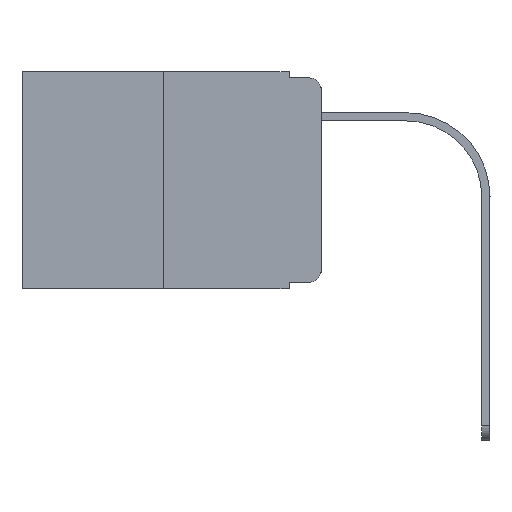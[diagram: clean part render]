
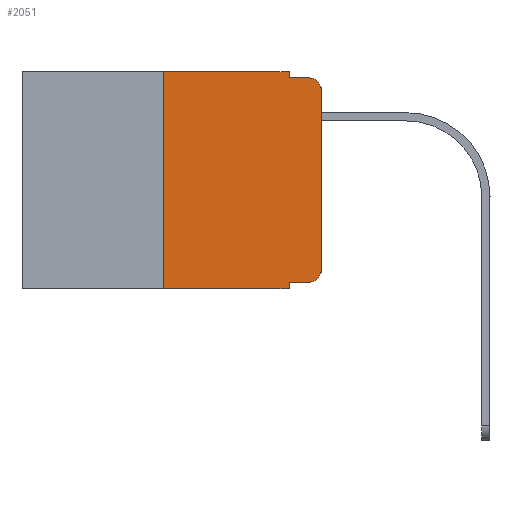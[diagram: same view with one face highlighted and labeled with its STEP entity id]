
A CAD part, left-side view. The second image highlights one B-rep face of the part: STEP entity #2051.
In plain terms, the highlighted planar face has unit normal (-1, 0, 0).
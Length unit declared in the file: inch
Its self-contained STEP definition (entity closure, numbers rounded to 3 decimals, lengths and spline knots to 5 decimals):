
#217 = VECTOR ( 'NONE', #4971, 39.37008 ) ;
#387 = VECTOR ( 'NONE', #5232, 39.37008 ) ;
#496 = CARTESIAN_POINT ( 'NONE',  ( 0., 0.25, -0.343 ) ) ;
#594 = EDGE_CURVE ( 'NONE', #3012, #8654, #10209, .T. ) ;
#750 = CARTESIAN_POINT ( 'NONE',  ( 0., 0.051, 0. ) ) ;
#758 = VERTEX_POINT ( 'NONE', #3599 ) ;
#775 = EDGE_LOOP ( 'NONE', ( #1324, #6812, #1825, #7820, #3446, #5910, #2766, #4918, #6220, #8906 ) ) ;
#791 = CARTESIAN_POINT ( 'NONE',  ( 0., 0.473, -0.343 ) ) ;
#981 = DIRECTION ( 'NONE',  ( -1., 0., 0. ) ) ;
#984 = DIRECTION ( 'NONE',  ( -1., 0., 0. ) ) ;
#1089 = CARTESIAN_POINT ( 'NONE',  ( 0., 0., -0.313 ) ) ;
#1096 = VERTEX_POINT ( 'NONE', #750 ) ;
#1207 = DIRECTION ( 'NONE',  ( 0., 0., -1. ) ) ;
#1246 = CARTESIAN_POINT ( 'NONE',  ( 0., 0.02, -0.01 ) ) ;
#1324 = ORIENTED_EDGE ( 'NONE', *, *, #594, .T. ) ;
#1438 = EDGE_CURVE ( 'NONE', #758, #1861, #7004, .T. ) ;
#1466 = EDGE_CURVE ( 'NONE', #8672, #3821, #10590, .T. ) ;
#1667 = LINE ( 'NONE', #791, #387 ) ;
#1753 = EDGE_CURVE ( 'NONE', #758, #4533, #11121, .T. ) ;
#1825 = ORIENTED_EDGE ( 'NONE', *, *, #7198, .F. ) ;
#1861 = VERTEX_POINT ( 'NONE', #4032 ) ;
#1862 = CARTESIAN_POINT ( 'NONE',  ( 0., 0.02, -0.03 ) ) ;
#2051 = ADVANCED_FACE ( 'NONE', ( #6473 ), #4550, .F. ) ;
#2311 = VECTOR ( 'NONE', #1207, 39.37008 ) ;
#2322 = VECTOR ( 'NONE', #2699, 39.37008 ) ;
#2496 = VECTOR ( 'NONE', #6716, 39.37008 ) ;
#2689 = DIRECTION ( 'NONE',  ( 0., -1., 0. ) ) ;
#2699 = DIRECTION ( 'NONE',  ( 0., 0., 1. ) ) ;
#2765 = EDGE_CURVE ( 'NONE', #8654, #3393, #3602, .T. ) ;
#2766 = ORIENTED_EDGE ( 'NONE', *, *, #5889, .T. ) ;
#2844 = CARTESIAN_POINT ( 'NONE',  ( 0., 0.25, 0. ) ) ;
#2865 = CARTESIAN_POINT ( 'NONE',  ( 0., 0.051, -0.343 ) ) ;
#2920 = EDGE_CURVE ( 'NONE', #1096, #11120, #8354, .T. ) ;
#2940 = CARTESIAN_POINT ( 'NONE',  ( 0., 0.02, -0.313 ) ) ;
#3012 = VERTEX_POINT ( 'NONE', #1089 ) ;
#3025 = CARTESIAN_POINT ( 'NONE',  ( 0., 0.473, 0. ) ) ;
#3098 = CARTESIAN_POINT ( 'NONE',  ( 0., 0.051, 0. ) ) ;
#3202 = CARTESIAN_POINT ( 'NONE',  ( 0., 0., -0.03 ) ) ;
#3217 = EDGE_CURVE ( 'NONE', #3821, #1096, #9766, .T. ) ;
#3393 = VERTEX_POINT ( 'NONE', #1246 ) ;
#3446 = ORIENTED_EDGE ( 'NONE', *, *, #3217, .F. ) ;
#3599 = CARTESIAN_POINT ( 'NONE',  ( 0., 0.051, -0.333 ) ) ;
#3602 = CIRCLE ( 'NONE', #6203, 0.02 ) ;
#3675 = DIRECTION ( 'NONE',  ( 1., 0., 0. ) ) ;
#3821 = VERTEX_POINT ( 'NONE', #2844 ) ;
#3867 = CARTESIAN_POINT ( 'NONE',  ( 0., 0.051, 0. ) ) ;
#3899 = DIRECTION ( 'NONE',  ( 0., 0., -1. ) ) ;
#4032 = CARTESIAN_POINT ( 'NONE',  ( 0., 0.02, -0.333 ) ) ;
#4054 = CARTESIAN_POINT ( 'NONE',  ( 0., 0., 0. ) ) ;
#4533 = VERTEX_POINT ( 'NONE', #2865 ) ;
#4550 = PLANE ( 'NONE',  #7325 ) ;
#4567 = CARTESIAN_POINT ( 'NONE',  ( 0., 0.051, -0.333 ) ) ;
#4610 = CARTESIAN_POINT ( 'NONE',  ( 0., 0.051, -0.01 ) ) ;
#4918 = ORIENTED_EDGE ( 'NONE', *, *, #1753, .F. ) ;
#4971 = DIRECTION ( 'NONE',  ( 0., 0., 1. ) ) ;
#5232 = DIRECTION ( 'NONE',  ( 0., -1., 0. ) ) ;
#5302 = CARTESIAN_POINT ( 'NONE',  ( 0., 0.25, 0. ) ) ;
#5410 = DIRECTION ( 'NONE',  ( 0., 0., -1. ) ) ;
#5520 = EDGE_CURVE ( 'NONE', #1861, #3012, #11055, .T. ) ;
#5601 = AXIS2_PLACEMENT_3D ( 'NONE', #2940, #984, #7133 ) ;
#5889 = EDGE_CURVE ( 'NONE', #8672, #4533, #1667, .T. ) ;
#5910 = ORIENTED_EDGE ( 'NONE', *, *, #1466, .F. ) ;
#6203 = AXIS2_PLACEMENT_3D ( 'NONE', #1862, #981, #5410 ) ;
#6220 = ORIENTED_EDGE ( 'NONE', *, *, #1438, .T. ) ;
#6422 = DIRECTION ( 'NONE',  ( 0., -1., 0. ) ) ;
#6473 = FACE_OUTER_BOUND ( 'NONE', #775, .T. ) ;
#6716 = DIRECTION ( 'NONE',  ( 0., 0., -1. ) ) ;
#6812 = ORIENTED_EDGE ( 'NONE', *, *, #2765, .T. ) ;
#7004 = LINE ( 'NONE', #4567, #9788 ) ;
#7133 = DIRECTION ( 'NONE',  ( 0., 0., -1. ) ) ;
#7198 = EDGE_CURVE ( 'NONE', #11120, #3393, #8948, .T. ) ;
#7290 = VECTOR ( 'NONE', #6422, 39.37008 ) ;
#7325 = AXIS2_PLACEMENT_3D ( 'NONE', #3025, #3675, #3899 ) ;
#7820 = ORIENTED_EDGE ( 'NONE', *, *, #2920, .F. ) ;
#8112 = CARTESIAN_POINT ( 'NONE',  ( 0., 0.473, 0. ) ) ;
#8354 = LINE ( 'NONE', #3867, #2311 ) ;
#8654 = VERTEX_POINT ( 'NONE', #3202 ) ;
#8672 = VERTEX_POINT ( 'NONE', #496 ) ;
#8858 = VECTOR ( 'NONE', #2689, 39.37008 ) ;
#8906 = ORIENTED_EDGE ( 'NONE', *, *, #5520, .T. ) ;
#8948 = LINE ( 'NONE', #4610, #7290 ) ;
#9766 = LINE ( 'NONE', #8112, #8858 ) ;
#9788 = VECTOR ( 'NONE', #9843, 39.37008 ) ;
#9843 = DIRECTION ( 'NONE',  ( 0., -1., 0. ) ) ;
#10209 = LINE ( 'NONE', #4054, #217 ) ;
#10590 = LINE ( 'NONE', #5302, #2322 ) ;
#10848 = CARTESIAN_POINT ( 'NONE',  ( 0., 0.051, -0.01 ) ) ;
#11055 = CIRCLE ( 'NONE', #5601, 0.02 ) ;
#11120 = VERTEX_POINT ( 'NONE', #10848 ) ;
#11121 = LINE ( 'NONE', #3098, #2496 ) ;
